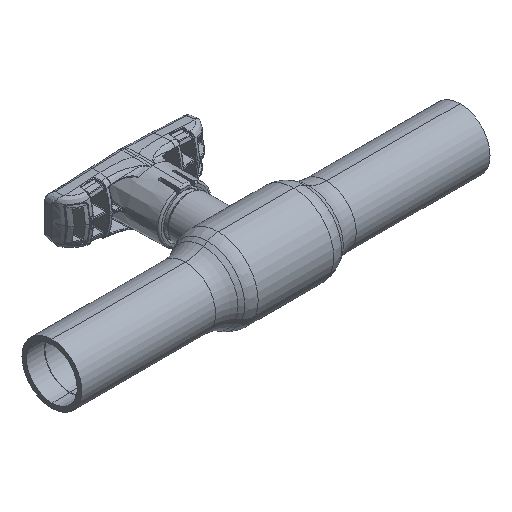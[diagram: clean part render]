
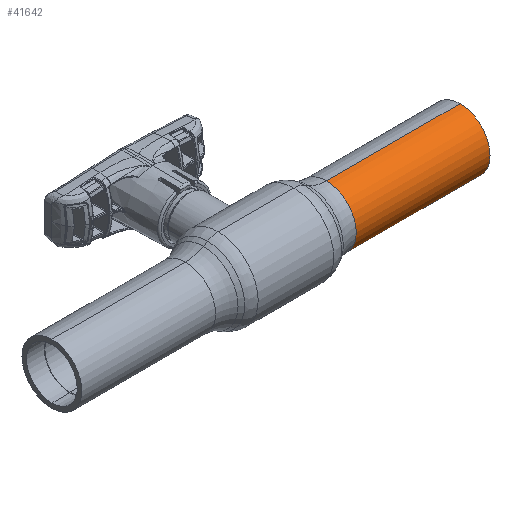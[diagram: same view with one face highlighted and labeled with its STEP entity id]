
A CAD part, isometric view. The second image highlights one B-rep face of the part: STEP entity #41642.
In plain terms, the highlighted cylindrical face has radius 16.85 mm (diameter 33.7 mm), a partial arc.
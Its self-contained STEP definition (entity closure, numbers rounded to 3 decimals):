
#3118 = DIRECTION ( 'NONE',  ( 0., 0., -1. ) ) ;
#3179 = LINE ( 'NONE', #40741, #14604 ) ;
#3723 = CIRCLE ( 'NONE', #43740, 16.85 ) ;
#3727 = CARTESIAN_POINT ( 'NONE',  ( 115., 0., 16.85 ) ) ;
#4867 = CARTESIAN_POINT ( 'NONE',  ( 39.645, 0., -16.85 ) ) ;
#5392 = FACE_OUTER_BOUND ( 'NONE', #29632, .T. ) ;
#9612 = ORIENTED_EDGE ( 'NONE', *, *, #22262, .T. ) ;
#9794 = CARTESIAN_POINT ( 'NONE',  ( -62.69, 0., -16.85 ) ) ;
#14604 = VECTOR ( 'NONE', #23554, 1000. ) ;
#14924 = VECTOR ( 'NONE', #42198, 1000. ) ;
#15434 = VERTEX_POINT ( 'NONE', #36368 ) ;
#15681 = CARTESIAN_POINT ( 'NONE',  ( -62.69, 0., 0. ) ) ;
#17172 = CARTESIAN_POINT ( 'NONE',  ( 39.645, 0., 0. ) ) ;
#17370 = LINE ( 'NONE', #9794, #14924 ) ;
#17379 = ORIENTED_EDGE ( 'NONE', *, *, #52820, .F. ) ;
#17704 = DIRECTION ( 'NONE',  ( 0., 0., 1. ) ) ;
#21923 = CYLINDRICAL_SURFACE ( 'NONE', #48468, 16.85 ) ;
#22262 = EDGE_CURVE ( 'NONE', #27358, #41434, #3179, .T. ) ;
#22643 = EDGE_CURVE ( 'NONE', #27358, #15434, #52903, .T. ) ;
#23302 = DIRECTION ( 'NONE',  ( -1., 0., 0. ) ) ;
#23554 = DIRECTION ( 'NONE',  ( -1., 0., 0. ) ) ;
#23763 = DIRECTION ( 'NONE',  ( 1., 0., 0. ) ) ;
#23920 = ORIENTED_EDGE ( 'NONE', *, *, #49906, .F. ) ;
#27358 = VERTEX_POINT ( 'NONE', #3727 ) ;
#29632 = EDGE_LOOP ( 'NONE', ( #23920, #32943, #9612, #17379 ) ) ;
#31198 = AXIS2_PLACEMENT_3D ( 'NONE', #40405, #23763, #3118 ) ;
#32315 = DIRECTION ( 'NONE',  ( 0., 0., 1. ) ) ;
#32943 = ORIENTED_EDGE ( 'NONE', *, *, #22643, .F. ) ;
#36368 = CARTESIAN_POINT ( 'NONE',  ( 115., 0., -16.85 ) ) ;
#39126 = VERTEX_POINT ( 'NONE', #4867 ) ;
#40405 = CARTESIAN_POINT ( 'NONE',  ( 115., 0., 0. ) ) ;
#40741 = CARTESIAN_POINT ( 'NONE',  ( -62.69, 0., 16.85 ) ) ;
#41434 = VERTEX_POINT ( 'NONE', #43019 ) ;
#41642 = ADVANCED_FACE ( 'NONE', ( #5392 ), #21923, .T. ) ;
#42198 = DIRECTION ( 'NONE',  ( -1., 0., 0. ) ) ;
#43019 = CARTESIAN_POINT ( 'NONE',  ( 39.645, 0., 16.85 ) ) ;
#43740 = AXIS2_PLACEMENT_3D ( 'NONE', #17172, #46049, #17704 ) ;
#46049 = DIRECTION ( 'NONE',  ( -1., 0., 0. ) ) ;
#48468 = AXIS2_PLACEMENT_3D ( 'NONE', #15681, #23302, #32315 ) ;
#49906 = EDGE_CURVE ( 'NONE', #15434, #39126, #17370, .T. ) ;
#52820 = EDGE_CURVE ( 'NONE', #39126, #41434, #3723, .T. ) ;
#52903 = CIRCLE ( 'NONE', #31198, 16.85 ) ;
